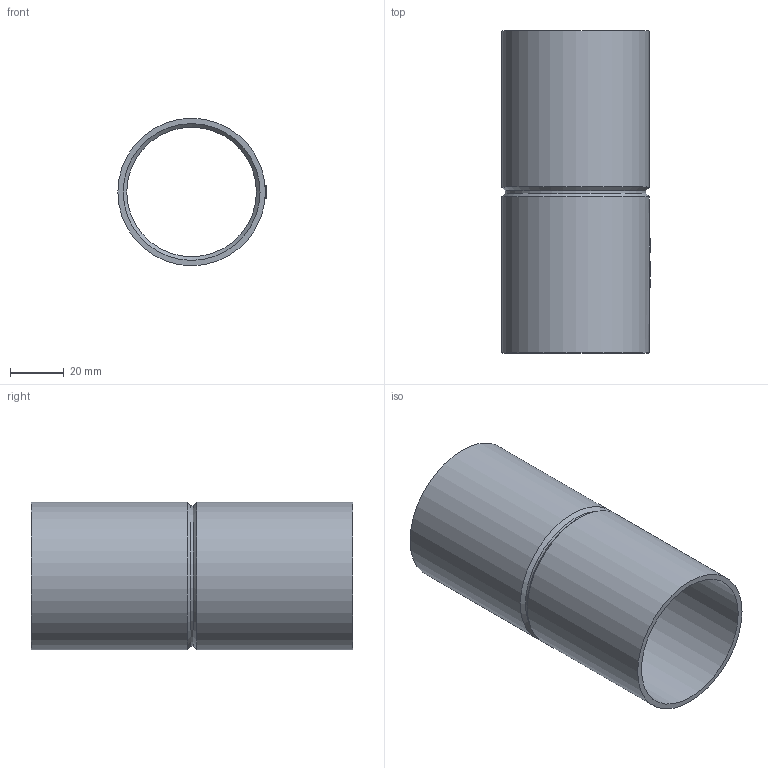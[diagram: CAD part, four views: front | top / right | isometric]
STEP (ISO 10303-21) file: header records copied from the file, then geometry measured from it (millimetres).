
FILE_DESCRIPTION(('STEP AP203'), '1');
FILE_NAME('Ïàòðóáîê-ìóôòà ä50 áåçãàëîãåííàÿ (HF) àòìîñôåðîñòîéêàÿ', '', ('UNSPECIFIED'), ('UNSPECIFIED'), 'ASCON STEP Converter 1.6', 'ASCON Math Kernel', '');
FILE_SCHEMA(('CONFIG_CONTROL_DESIGN'));
Length unit declared in the file: millimetre
Products named in the file (1): -05
Bounding box: 55.3 x 120 x 55 mm (x, y, z)
Volume: 39929.6 mm3; surface area: 40988.8 mm2
Topology: 1 solids, 1 shells, 172 faces, 474 edges, 314 vertices
Faces by surface type: cylinder 103, plane 60, extrusion 5, cone 4
Full cylindrical faces by diameter (mm): 48.3 x1, 51 x2, 52.3 x1, 55 x2
Entity records: 8288 total; most frequent: CARTESIAN_POINT 2648, ORIENTED_EDGE 928, DIRECTION 810, EDGE_CURVE 464, VERTEX_POINT 314, AXIS2_PLACEMENT_3D 291, VECTOR 228, LINE 223
